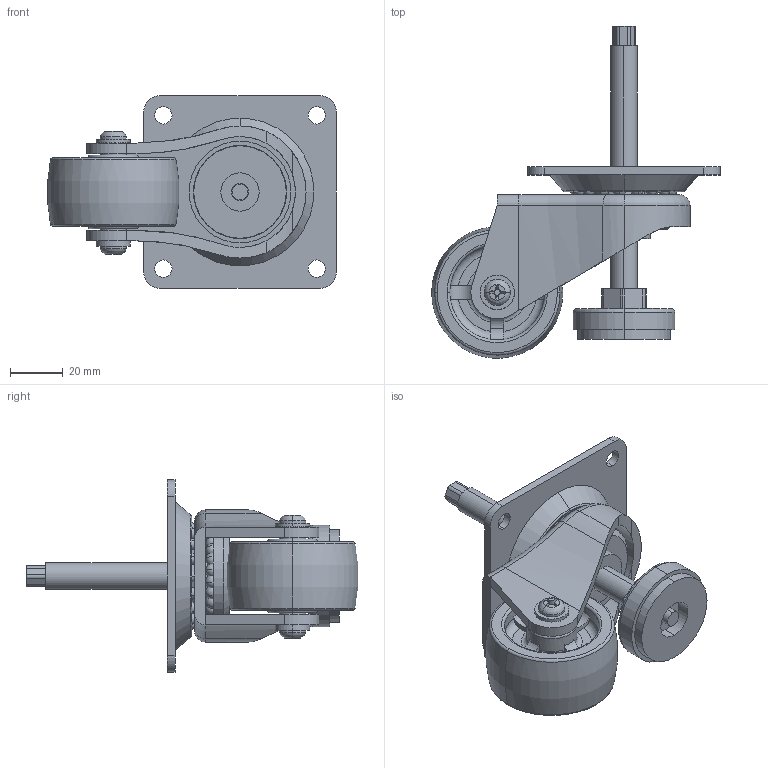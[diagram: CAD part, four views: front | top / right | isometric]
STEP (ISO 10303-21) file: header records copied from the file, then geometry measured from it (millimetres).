
FILE_DESCRIPTION (( 'STEP AP203' ), '1' );
FILE_NAME ('23.APLC-200F ASSY.STEP', '2015-04-03T01:47:13', ( 'WON SINCHUL' ), ( 'Hewlett-Packard Company' ), 'SwSTEP 2.0', 'SolidWorks 2015', '' );
FILE_SCHEMA (( 'CONFIG_CONTROL_DESIGN' ));
Length unit declared in the file: millimetre
Products named in the file (1): 23.APLC-200F ASSY
Bounding box: 109.36 x 125.71 x 73 mm (x, y, z)
Volume: 116122.1 mm3; surface area: 59923.5 mm2
Topology: 39 solids, 39 shells, 497 faces, 1287 edges, 826 vertices
Faces by surface type: plane 207, cylinder 111, torus 67, sphere 58, bspline 42, cone 12
Entity records: 15582 total; most frequent: CARTESIAN_POINT 4429, DIRECTION 2309, ORIENTED_EDGE 2280, EDGE_CURVE 1140, AXIS2_PLACEMENT_3D 945, VERTEX_POINT 739, EDGE_LOOP 541, FACE_OUTER_BOUND 497
